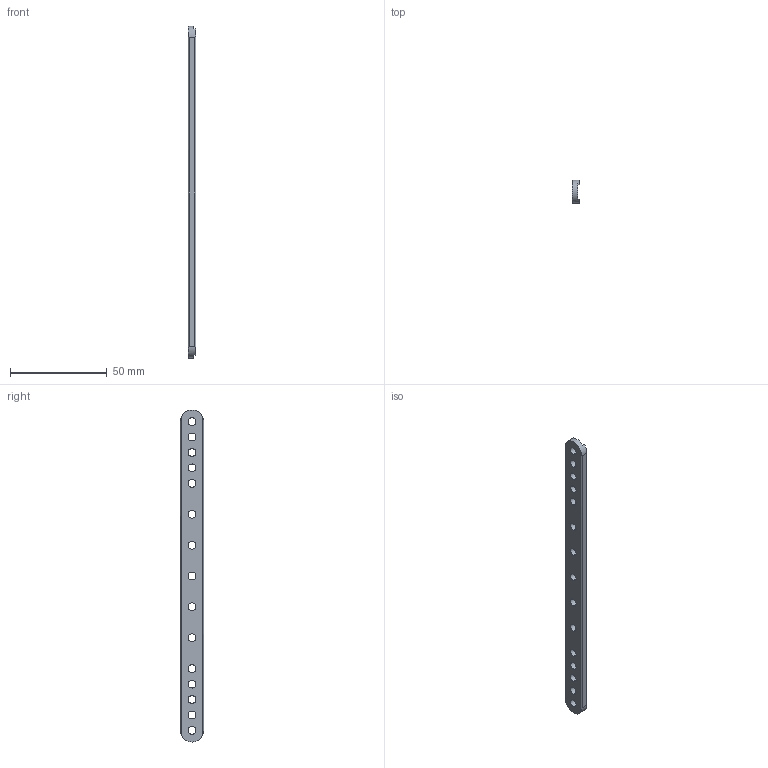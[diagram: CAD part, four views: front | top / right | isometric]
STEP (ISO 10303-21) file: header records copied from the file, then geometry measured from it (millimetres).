
FILE_DESCRIPTION (( 'STEP AP214' ), '1' );
FILE_NAME ('Beam0412-172µ¥¿×Áº.step', '2016-10-28T04:04:16', ( 'dell' ), ( '' ), 'SwSTEP 2.0', 'SolidWorks 2013', '' );
FILE_SCHEMA (( 'AUTOMOTIVE_DESIGN' ));
Length unit declared in the file: millimetre
Products named in the file (1): Beam0412-172等謂褽
Bounding box: 4 x 12 x 172 mm (x, y, z)
Volume: 6132.3 mm3; surface area: 5832.2 mm2
Topology: 1 solids, 1 shells, 47 faces, 135 edges, 90 vertices
Faces by surface type: cylinder 39, plane 8
Entity records: 1739 total; most frequent: CARTESIAN_POINT 363, DIRECTION 289, ORIENTED_EDGE 270, EDGE_CURVE 135, AXIS2_PLACEMENT_3D 118, VERTEX_POINT 90, EDGE_LOOP 77, CIRCLE 70
